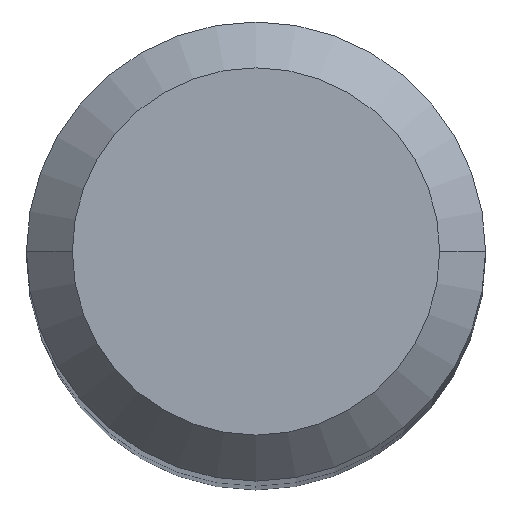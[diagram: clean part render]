
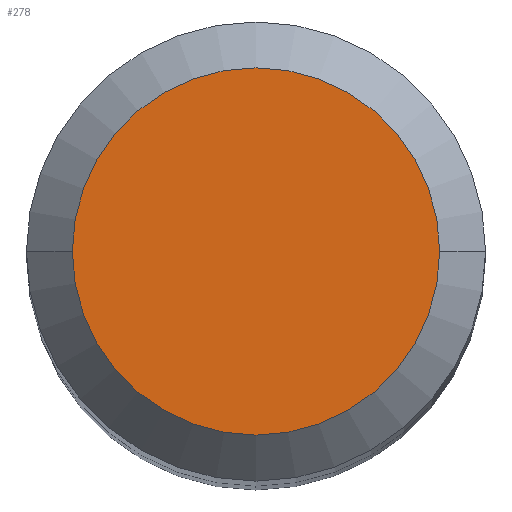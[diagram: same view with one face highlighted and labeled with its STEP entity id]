
A CAD part, top view. The second image highlights one B-rep face of the part: STEP entity #278.
In plain terms, the highlighted planar face has unit normal (0, 0, 1).
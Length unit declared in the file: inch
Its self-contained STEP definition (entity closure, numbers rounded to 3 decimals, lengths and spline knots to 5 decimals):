
#11 = DIRECTION ( 'NONE',  ( 0., 0., 1. ) ) ;
#23 = AXIS2_PLACEMENT_3D ( 'NONE', #61, #292, #476 ) ;
#42 = AXIS2_PLACEMENT_3D ( 'NONE', #389, #11, #251 ) ;
#51 = CIRCLE ( 'NONE', #23, 0.09448 ) ;
#61 = CARTESIAN_POINT ( 'NONE',  ( 0., 0., 0. ) ) ;
#66 = DIRECTION ( 'NONE',  ( 0., 0., -1. ) ) ;
#136 = FACE_OUTER_BOUND ( 'NONE', #326, .T. ) ;
#189 = EDGE_CURVE ( 'NONE', #225, #247, #433, .T. ) ;
#201 = DIRECTION ( 'NONE',  ( -1., 0., 0. ) ) ;
#225 = VERTEX_POINT ( 'NONE', #282 ) ;
#247 = VERTEX_POINT ( 'NONE', #428 ) ;
#251 = DIRECTION ( 'NONE',  ( 1., 0., 0. ) ) ;
#278 = ADVANCED_FACE ( 'NONE', ( #136 ), #319, .F. ) ;
#282 = CARTESIAN_POINT ( 'NONE',  ( 0.09448, 0., 0. ) ) ;
#292 = DIRECTION ( 'NONE',  ( 0., 0., 1. ) ) ;
#319 = PLANE ( 'NONE',  #392 ) ;
#326 = EDGE_LOOP ( 'NONE', ( #473, #345 ) ) ;
#345 = ORIENTED_EDGE ( 'NONE', *, *, #189, .T. ) ;
#389 = CARTESIAN_POINT ( 'NONE',  ( 0., 0., 0. ) ) ;
#392 = AXIS2_PLACEMENT_3D ( 'NONE', #398, #66, #201 ) ;
#398 = CARTESIAN_POINT ( 'NONE',  ( 0., 0., 0. ) ) ;
#428 = CARTESIAN_POINT ( 'NONE',  ( -0.09448, 0., 0. ) ) ;
#433 = CIRCLE ( 'NONE', #42, 0.09448 ) ;
#473 = ORIENTED_EDGE ( 'NONE', *, *, #487, .T. ) ;
#476 = DIRECTION ( 'NONE',  ( 1., 0., 0. ) ) ;
#487 = EDGE_CURVE ( 'NONE', #247, #225, #51, .T. ) ;
